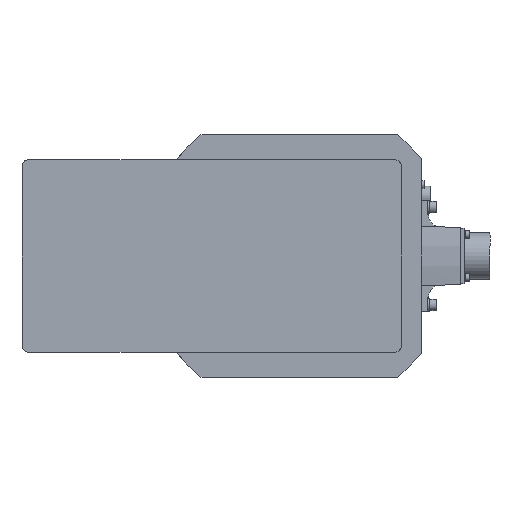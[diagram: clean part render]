
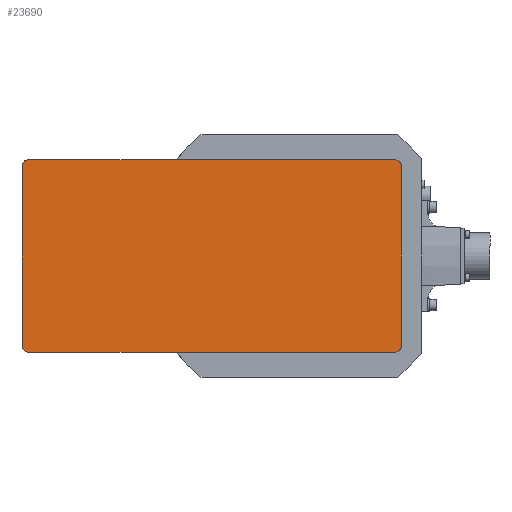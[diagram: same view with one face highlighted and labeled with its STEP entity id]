
A CAD part, front view. The second image highlights one B-rep face of the part: STEP entity #23690.
In plain terms, the highlighted face is planar.
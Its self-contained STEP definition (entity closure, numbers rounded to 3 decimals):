
#257 = DIRECTION ( 'NONE',  ( 0., 1., 0. ) ) ;
#678 = VERTEX_POINT ( 'NONE', #9827 ) ;
#1360 = DIRECTION ( 'NONE',  ( -1., 0., 0. ) ) ;
#1782 = VERTEX_POINT ( 'NONE', #5530 ) ;
#1857 = CIRCLE ( 'NONE', #29806, 5.001 ) ;
#2870 = DIRECTION ( 'NONE',  ( -1., 0., 0. ) ) ;
#3767 = VECTOR ( 'NONE', #2870, 1000. ) ;
#4061 = DIRECTION ( 'NONE',  ( 0., 0., -1. ) ) ;
#4219 = VERTEX_POINT ( 'NONE', #17372 ) ;
#5462 = ORIENTED_EDGE ( 'NONE', *, *, #11125, .T. ) ;
#5530 = CARTESIAN_POINT ( 'NONE',  ( 66., 227.501, -141. ) ) ;
#5610 = AXIS2_PLACEMENT_3D ( 'NONE', #6979, #25684, #11373 ) ;
#5967 = VERTEX_POINT ( 'NONE', #27246 ) ;
#6290 = DIRECTION ( 'NONE',  ( 0., 0., -1. ) ) ;
#6592 = CIRCLE ( 'NONE', #5610, 5.001 ) ;
#6624 = EDGE_CURVE ( 'NONE', #5967, #18917, #23513, .T. ) ;
#6755 = ORIENTED_EDGE ( 'NONE', *, *, #9668, .T. ) ;
#6773 = EDGE_CURVE ( 'NONE', #15007, #4219, #1857, .T. ) ;
#6979 = CARTESIAN_POINT ( 'NONE',  ( 66., -47.5, -141. ) ) ;
#8288 = ORIENTED_EDGE ( 'NONE', *, *, #25521, .T. ) ;
#9668 = EDGE_CURVE ( 'NONE', #14390, #678, #12960, .T. ) ;
#9739 = EDGE_CURVE ( 'NONE', #18917, #24206, #19572, .T. ) ;
#9827 = CARTESIAN_POINT ( 'NONE',  ( 71.001, -47.5, -141. ) ) ;
#10673 = CARTESIAN_POINT ( 'NONE',  ( 66., -47.5, -141. ) ) ;
#11004 = VECTOR ( 'NONE', #11063, 1000. ) ;
#11063 = DIRECTION ( 'NONE',  ( 1., 0., 0. ) ) ;
#11072 = CARTESIAN_POINT ( 'NONE',  ( 71.001, 222.5, -141. ) ) ;
#11125 = EDGE_CURVE ( 'NONE', #1782, #14390, #22328, .T. ) ;
#11373 = DIRECTION ( 'NONE',  ( -1., 0., 0. ) ) ;
#12364 = DIRECTION ( 'NONE',  ( 0., 0., -1. ) ) ;
#12634 = PLANE ( 'NONE',  #15009 ) ;
#12960 = LINE ( 'NONE', #14919, #29202 ) ;
#13469 = CARTESIAN_POINT ( 'NONE',  ( -66., 227.501, -141. ) ) ;
#14316 = ORIENTED_EDGE ( 'NONE', *, *, #27608, .T. ) ;
#14390 = VERTEX_POINT ( 'NONE', #11072 ) ;
#14919 = CARTESIAN_POINT ( 'NONE',  ( 71.001, 222.5, -141. ) ) ;
#15007 = VERTEX_POINT ( 'NONE', #26664 ) ;
#15009 = AXIS2_PLACEMENT_3D ( 'NONE', #10673, #6290, #26381 ) ;
#15200 = FACE_OUTER_BOUND ( 'NONE', #25543, .T. ) ;
#15685 = EDGE_CURVE ( 'NONE', #678, #5967, #6592, .T. ) ;
#16886 = DIRECTION ( 'NONE',  ( 0., -1., 0. ) ) ;
#17020 = CARTESIAN_POINT ( 'NONE',  ( 66., -52.501, -141. ) ) ;
#17372 = CARTESIAN_POINT ( 'NONE',  ( -66., 227.501, -141. ) ) ;
#17603 = DIRECTION ( 'NONE',  ( 0., 0., -1. ) ) ;
#18049 = CARTESIAN_POINT ( 'NONE',  ( 66., 222.5, -141. ) ) ;
#18917 = VERTEX_POINT ( 'NONE', #29491 ) ;
#19572 = CIRCLE ( 'NONE', #21483, 5.001 ) ;
#19586 = CARTESIAN_POINT ( 'NONE',  ( -66., 222.5, -141. ) ) ;
#21483 = AXIS2_PLACEMENT_3D ( 'NONE', #23832, #12364, #24131 ) ;
#22328 = CIRCLE ( 'NONE', #27664, 5.001 ) ;
#22738 = LINE ( 'NONE', #25450, #26463 ) ;
#23513 = LINE ( 'NONE', #17020, #3767 ) ;
#23544 = CARTESIAN_POINT ( 'NONE',  ( -71.001, -47.5, -141. ) ) ;
#23690 = ADVANCED_FACE ( 'NONE', ( #15200 ), #12634, .T. ) ;
#23832 = CARTESIAN_POINT ( 'NONE',  ( -66., -47.5, -141. ) ) ;
#24131 = DIRECTION ( 'NONE',  ( -1., 0., 0. ) ) ;
#24206 = VERTEX_POINT ( 'NONE', #23544 ) ;
#25382 = LINE ( 'NONE', #13469, #11004 ) ;
#25450 = CARTESIAN_POINT ( 'NONE',  ( -71.001, -47.5, -141. ) ) ;
#25521 = EDGE_CURVE ( 'NONE', #24206, #15007, #22738, .T. ) ;
#25543 = EDGE_LOOP ( 'NONE', ( #28068, #27292, #27020, #8288, #26148, #14316, #5462, #6755 ) ) ;
#25684 = DIRECTION ( 'NONE',  ( 0., 0., -1. ) ) ;
#26148 = ORIENTED_EDGE ( 'NONE', *, *, #6773, .T. ) ;
#26381 = DIRECTION ( 'NONE',  ( -1., 0., 0. ) ) ;
#26463 = VECTOR ( 'NONE', #257, 1000. ) ;
#26664 = CARTESIAN_POINT ( 'NONE',  ( -71.001, 222.5, -141. ) ) ;
#27020 = ORIENTED_EDGE ( 'NONE', *, *, #9739, .T. ) ;
#27246 = CARTESIAN_POINT ( 'NONE',  ( 66., -52.501, -141. ) ) ;
#27292 = ORIENTED_EDGE ( 'NONE', *, *, #6624, .T. ) ;
#27608 = EDGE_CURVE ( 'NONE', #4219, #1782, #25382, .T. ) ;
#27664 = AXIS2_PLACEMENT_3D ( 'NONE', #18049, #17603, #28510 ) ;
#28068 = ORIENTED_EDGE ( 'NONE', *, *, #15685, .T. ) ;
#28510 = DIRECTION ( 'NONE',  ( -1., 0., 0. ) ) ;
#29202 = VECTOR ( 'NONE', #16886, 1000. ) ;
#29491 = CARTESIAN_POINT ( 'NONE',  ( -66., -52.501, -141. ) ) ;
#29806 = AXIS2_PLACEMENT_3D ( 'NONE', #19586, #4061, #1360 ) ;
